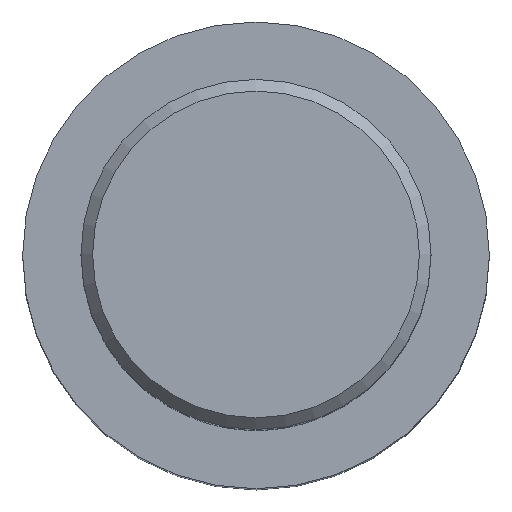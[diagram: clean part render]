
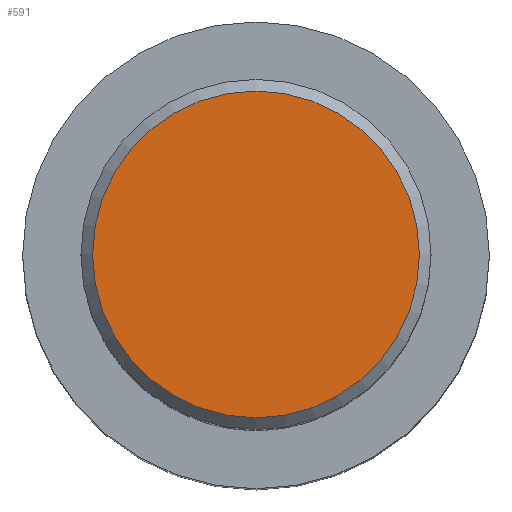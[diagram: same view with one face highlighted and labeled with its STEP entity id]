
A CAD part, top view. The second image highlights one B-rep face of the part: STEP entity #591.
In plain terms, the highlighted planar face has unit normal (0, 0, 1).
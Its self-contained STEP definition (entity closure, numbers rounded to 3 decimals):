
#504=CARTESIAN_POINT('',(-14.,0.,247.));
#505=VERTEX_POINT('',#504);
#512=CARTESIAN_POINT('',(14.,0.,247.));
#513=VERTEX_POINT('',#512);
#514=CARTESIAN_POINT('',(0.,0.,247.));
#515=DIRECTION('',(-1.,0.,0.));
#516=DIRECTION('',(0.,0.,-1.));
#517=AXIS2_PLACEMENT_3D('',#514,#516,#515);
#518=CIRCLE('',#517,14.);
#519=EDGE_CURVE('',#505,#513,#518,.T.);
#521=CARTESIAN_POINT('',(0.,0.,247.));
#522=DIRECTION('',(1.,0.,0.));
#523=DIRECTION('',(0.,0.,-1.));
#524=AXIS2_PLACEMENT_3D('',#521,#523,#522);
#525=CIRCLE('',#524,14.);
#526=EDGE_CURVE('',#513,#505,#525,.T.);
#582=CARTESIAN_POINT('',(0.,0.,247.));
#583=DIRECTION('',(1.,0.,0.));
#584=DIRECTION('',(0.,0.,1.));
#585=AXIS2_PLACEMENT_3D('',#582,#584,#583);
#586=PLANE('',#585);
#587=ORIENTED_EDGE('',*,*,#519,.F.);
#588=ORIENTED_EDGE('',*,*,#526,.F.);
#589=EDGE_LOOP('',(#587,#588));
#590=FACE_OUTER_BOUND('',#589,.T.);
#591=ADVANCED_FACE('F16',(#590),#586,.T.);
